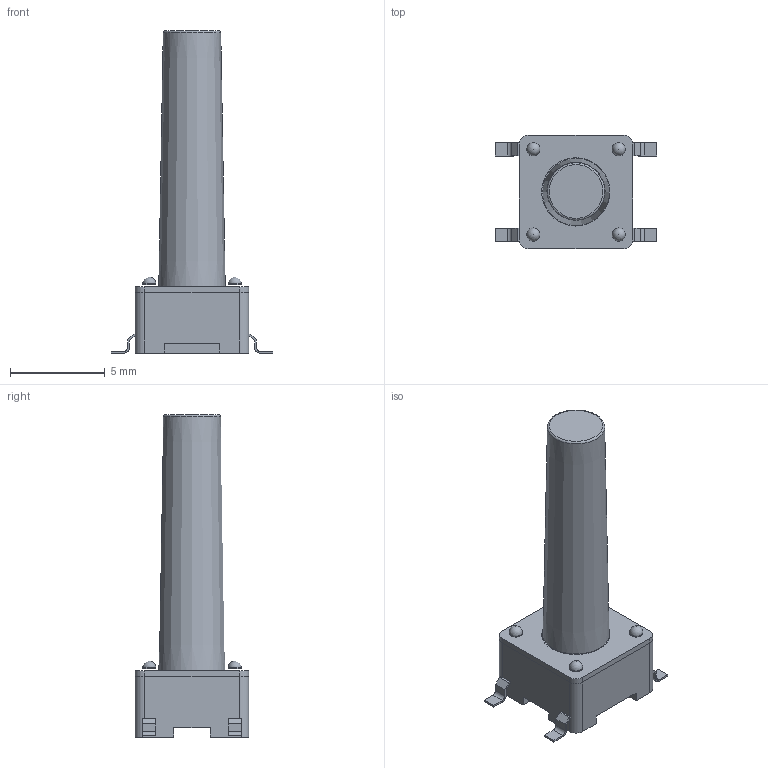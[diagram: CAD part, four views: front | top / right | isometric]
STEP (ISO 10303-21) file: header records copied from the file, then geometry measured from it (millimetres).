
FILE_DESCRIPTION(('FreeCAD Model'),'2;1');
FILE_NAME('Open CASCADE Shape Model','2025-08-16T10:46:59',(''),(''), 'Open CASCADE STEP processor 7.8','FreeCAD','Unknown');
FILE_SCHEMA(('AUTOMOTIVE_DESIGN { 1 0 10303 214 1 1 1 1 }'));
Length unit declared in the file: millimetre
Products named in the file (12): SW_SPST_SJMS_6x6mm_H17mm; Body - Top plate; Body - Shaft; Body - Pin 2; Body - Pin 1; Body - Pin 4; Body - Pin 3; Cut - Bottom grooves; Body - Mounting point 4; Body - Mounting point 1; Body - Mounting point 2; Body - Mounting point 3
Assembly tree (11 placements, depth 2):
  SW_SPST_SJMS_6x6mm_H17mm
    Body - Top plate
    Body - Shaft
    Body - Pin 2
    Body - Pin 1
    Body - Pin 4
    Body - Pin 3
    Cut - Bottom grooves
    Body - Mounting point 4
    Body - Mounting point 1
    Body - Mounting point 2
    Body - Mounting point 3
Bounding box: 8.5 x 6 x 16.99 mm (x, y, z)
Volume: 226.1 mm3; surface area: 386.8 mm2
Topology: 11 solids, 11 shells, 105 faces, 256 edges, 169 vertices
Faces by surface type: plane 78, cylinder 21, sphere 4, cone 1, torus 1
Full cylindrical faces by diameter (mm): 0.7 x4, 3.6 x1
Entity records: 3349 total; most frequent: CARTESIAN_POINT 539, DIRECTION 535, ORIENTED_EDGE 504, EDGE_CURVE 252, LINE 201, VECTOR 201, VERTEX_POINT 169, AXIS2_PLACEMENT_3D 167
